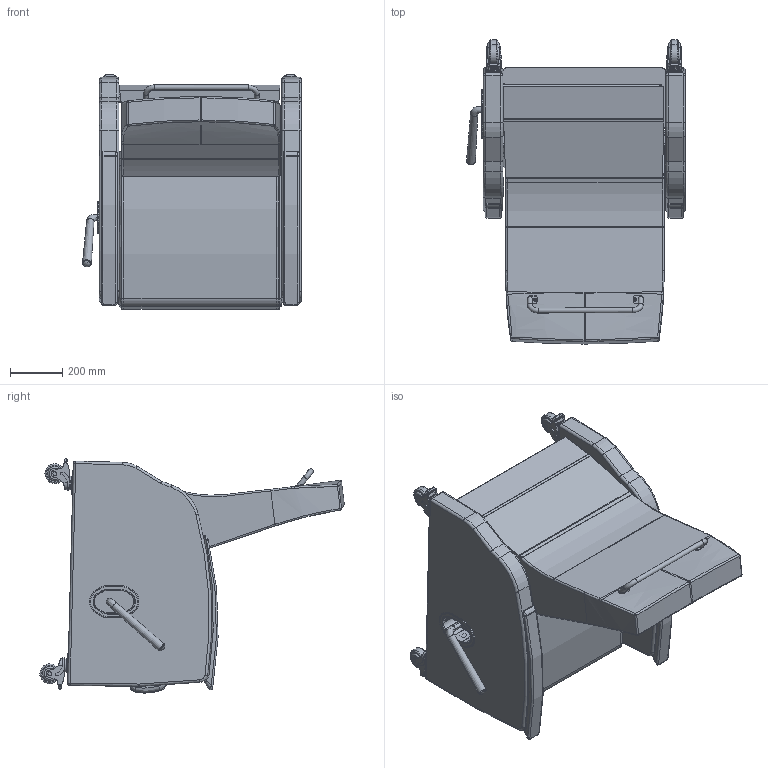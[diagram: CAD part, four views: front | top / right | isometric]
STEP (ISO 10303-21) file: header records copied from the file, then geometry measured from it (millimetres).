
FILE_DESCRIPTION(/* description */ (''),/* implementation_level */ '2;1');
FILE_NAME(/* name */ 'EC1118U.stp',/* time_stamp */ '2017-09-14T07:37:58-04:00',/* author */ ('emehringer'),/* organization */ (''),/* preprocessor_version */ 'ST-DEVELOPER v16.5',/* originating_system */ 'Autodesk Inventor 2017',/* authorisation */ '');
FILE_SCHEMA (('AUTOMOTIVE_DESIGN { 1 0 10303 214 3 1 1 }'));
Length unit declared in the file: inch
Products named in the file (29): EC1118U-W-J; EV7070 UBACK; 4000 UKP; ULSEAT 4000C; 4000 UKO; EV7070 UBACK FLAP; BEZEL-1; E1010 FARM L; E1010 FARM R; 1117 HANDLE; MAC R1010; CAST COL 4inSLB; _NG-03AMP-125-TL-TP01_fork; _TP01_Next Generation Series_0; _NG-03QDP-125-SW-TP01_rivet; _NG-03AMP-125-TL-TP01_wheel_core; _NG-03AMP-125-TL-TP01_wheel_tread; _NG-03AMP-125-TL-TP01_wheel_guard; _NG-03AMP-125-TL-TP01_wheel_tguard; _NG-03AMP-125-TL-TP01_cap; 7000-2 CON PLT; HDL 3000 BLK; HDL 3000 BLKPLASTIC; HDL 3000 BLK METAL; PB3; PUSH BAR 17.625; PUSH BAR 17.625_1; PUSH BAR 17.625 right side; 1420X1.5 PSHPB
Assembly tree (34 placements, depth 4):
  EC1118U-W-J
    EV7070 UBACK
    4000 UKP
    ULSEAT 4000C
    4000 UKO
    EV7070 UBACK FLAP
    BEZEL-1
    E1010 FARM L
    E1010 FARM R
    1117 HANDLE
    MAC R1010  x2
    CAST COL 4inSLB  x4
      _NG-03AMP-125-TL-TP01_fork
      _TP01_Next Generation Series_0
      _NG-03QDP-125-SW-TP01_rivet
      _NG-03AMP-125-TL-TP01_wheel_core
      _NG-03AMP-125-TL-TP01_wheel_tread
      _NG-03AMP-125-TL-TP01_wheel_guard
      _NG-03AMP-125-TL-TP01_wheel_tguard
      _NG-03AMP-125-TL-TP01_cap
    7000-2 CON PLT
    HDL 3000 BLK
      HDL 3000 BLKPLASTIC
      HDL 3000 BLK METAL
    PB3
      PUSH BAR 17.625
        PUSH BAR 17.625_1
        PUSH BAR 17.625 right side
      1420X1.5 PSHPB  x2
Bounding box: 841.77 x 1170.06 x 900.1 mm (x, y, z)
Volume: 189445702.3 mm3; surface area: 6421012 mm2
Topology: 55 solids, 67 shells, 1579 faces, 3735 edges, 2326 vertices
Faces by surface type: cylinder 673, plane 539, torus 196, bspline 98, sphere 37, cone 36
Full cylindrical faces by diameter (mm): 5.953 x1, 6.35 x10, 7.938 x2, 9.525 x2, 11.112 x8, 11.989 x4, 12.497 x2, 14.877 x4, 15.062 x4, 15.24 x8, 19.05 x3, 19.075 x4, 25.4 x4, 31.75 x1, 38.049 x4, 44.298 x4, 52.273 x4, 55.372 x8, 57.15 x8, 76.2 x4
Entity records: 42583 total; most frequent: CARTESIAN_POINT 19602, DIRECTION 4964, ORIENTED_EDGE 4332, EDGE_CURVE 2166, AXIS2_PLACEMENT_3D 2020, VERTEX_POINT 1346, EDGE_LOOP 1090, CIRCLE 1004
